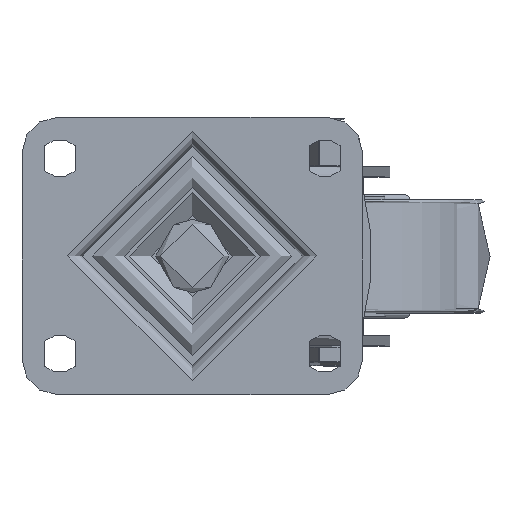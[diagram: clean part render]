
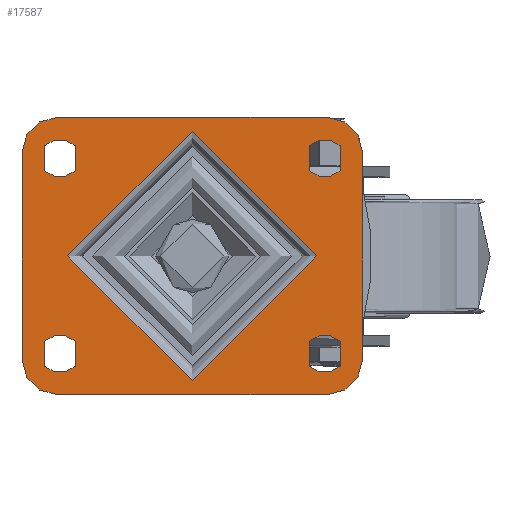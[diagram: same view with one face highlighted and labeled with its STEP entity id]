
A CAD part, top view. The second image highlights one B-rep face of the part: STEP entity #17587.
In plain terms, the highlighted planar face has unit normal (0, 0, 1).
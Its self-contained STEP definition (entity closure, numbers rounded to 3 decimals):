
#657=FACE_BOUND('',#3201,.T.);
#658=FACE_BOUND('',#3202,.T.);
#659=FACE_BOUND('',#3203,.T.);
#660=FACE_BOUND('',#3204,.T.);
#661=FACE_BOUND('',#3205,.T.);
#825=PLANE('',#19089);
#2164=FACE_OUTER_BOUND('',#3200,.T.);
#3200=EDGE_LOOP('',(#12409,#12410,#12411,#12412,#12413,#12414,#12415,#12416));
#3201=EDGE_LOOP('',(#12417));
#3202=EDGE_LOOP('',(#12418,#12419,#12420,#12421));
#3203=EDGE_LOOP('',(#12422,#12423,#12424,#12425));
#3204=EDGE_LOOP('',(#12426,#12427,#12428,#12429));
#3205=EDGE_LOOP('',(#12430,#12431,#12432,#12433));
#4519=LINE('',#26002,#5714);
#4520=LINE('',#26003,#5715);
#4521=LINE('',#26004,#5716);
#4522=LINE('',#26005,#5717);
#4523=LINE('',#26008,#5718);
#4524=LINE('',#26012,#5719);
#4525=LINE('',#26016,#5720);
#4526=LINE('',#26020,#5721);
#4527=LINE('',#26024,#5722);
#4528=LINE('',#26028,#5723);
#4529=LINE('',#26032,#5724);
#4530=LINE('',#26036,#5725);
#5714=VECTOR('',#21146,1000.);
#5715=VECTOR('',#21147,1000.);
#5716=VECTOR('',#21148,1000.);
#5717=VECTOR('',#21149,1000.);
#5718=VECTOR('',#21150,1000.);
#5719=VECTOR('',#21153,1000.);
#5720=VECTOR('',#21156,1000.);
#5721=VECTOR('',#21159,1000.);
#5722=VECTOR('',#21162,1000.);
#5723=VECTOR('',#21165,1000.);
#5724=VECTOR('',#21168,1000.);
#5725=VECTOR('',#21171,1000.);
#6949=CIRCLE('',#19044,14.);
#6951=CIRCLE('',#19047,14.);
#6953=CIRCLE('',#19050,14.);
#6955=CIRCLE('',#19053,14.);
#6969=CIRCLE('',#19072,49.416);
#6979=CIRCLE('',#19090,9.092);
#6980=CIRCLE('',#19091,9.092);
#6981=CIRCLE('',#19092,9.092);
#6982=CIRCLE('',#19093,9.092);
#6983=CIRCLE('',#19094,9.092);
#6984=CIRCLE('',#19095,9.092);
#6985=CIRCLE('',#19096,9.092);
#6986=CIRCLE('',#19097,9.092);
#7853=VERTEX_POINT('',#25908);
#7854=VERTEX_POINT('',#25909);
#7857=VERTEX_POINT('',#25917);
#7858=VERTEX_POINT('',#25918);
#7861=VERTEX_POINT('',#25926);
#7862=VERTEX_POINT('',#25927);
#7865=VERTEX_POINT('',#25935);
#7866=VERTEX_POINT('',#25936);
#7878=VERTEX_POINT('',#25970);
#7887=VERTEX_POINT('',#26006);
#7888=VERTEX_POINT('',#26007);
#7889=VERTEX_POINT('',#26009);
#7890=VERTEX_POINT('',#26011);
#7891=VERTEX_POINT('',#26014);
#7892=VERTEX_POINT('',#26015);
#7893=VERTEX_POINT('',#26017);
#7894=VERTEX_POINT('',#26019);
#7895=VERTEX_POINT('',#26022);
#7896=VERTEX_POINT('',#26023);
#7897=VERTEX_POINT('',#26025);
#7898=VERTEX_POINT('',#26027);
#7899=VERTEX_POINT('',#26030);
#7900=VERTEX_POINT('',#26031);
#7901=VERTEX_POINT('',#26033);
#7902=VERTEX_POINT('',#26035);
#9645=EDGE_CURVE('',#7853,#7854,#6949,.T.);
#9649=EDGE_CURVE('',#7857,#7858,#6951,.T.);
#9653=EDGE_CURVE('',#7861,#7862,#6953,.T.);
#9657=EDGE_CURVE('',#7865,#7866,#6955,.T.);
#9675=EDGE_CURVE('',#7878,#7878,#6969,.T.);
#9689=EDGE_CURVE('',#7862,#7865,#4519,.T.);
#9690=EDGE_CURVE('',#7858,#7861,#4520,.T.);
#9691=EDGE_CURVE('',#7854,#7857,#4521,.T.);
#9692=EDGE_CURVE('',#7866,#7853,#4522,.T.);
#9693=EDGE_CURVE('',#7887,#7888,#4523,.T.);
#9694=EDGE_CURVE('',#7888,#7889,#6979,.T.);
#9695=EDGE_CURVE('',#7889,#7890,#4524,.T.);
#9696=EDGE_CURVE('',#7890,#7887,#6980,.T.);
#9697=EDGE_CURVE('',#7891,#7892,#4525,.T.);
#9698=EDGE_CURVE('',#7892,#7893,#6981,.T.);
#9699=EDGE_CURVE('',#7893,#7894,#4526,.T.);
#9700=EDGE_CURVE('',#7894,#7891,#6982,.T.);
#9701=EDGE_CURVE('',#7895,#7896,#4527,.T.);
#9702=EDGE_CURVE('',#7896,#7897,#6983,.T.);
#9703=EDGE_CURVE('',#7897,#7898,#4528,.T.);
#9704=EDGE_CURVE('',#7898,#7895,#6984,.T.);
#9705=EDGE_CURVE('',#7899,#7900,#4529,.T.);
#9706=EDGE_CURVE('',#7900,#7901,#6985,.T.);
#9707=EDGE_CURVE('',#7901,#7902,#4530,.T.);
#9708=EDGE_CURVE('',#7902,#7899,#6986,.T.);
#12409=ORIENTED_EDGE('',*,*,#9657,.F.);
#12410=ORIENTED_EDGE('',*,*,#9689,.F.);
#12411=ORIENTED_EDGE('',*,*,#9653,.F.);
#12412=ORIENTED_EDGE('',*,*,#9690,.F.);
#12413=ORIENTED_EDGE('',*,*,#9649,.F.);
#12414=ORIENTED_EDGE('',*,*,#9691,.F.);
#12415=ORIENTED_EDGE('',*,*,#9645,.F.);
#12416=ORIENTED_EDGE('',*,*,#9692,.F.);
#12417=ORIENTED_EDGE('',*,*,#9675,.F.);
#12418=ORIENTED_EDGE('',*,*,#9693,.T.);
#12419=ORIENTED_EDGE('',*,*,#9694,.T.);
#12420=ORIENTED_EDGE('',*,*,#9695,.T.);
#12421=ORIENTED_EDGE('',*,*,#9696,.T.);
#12422=ORIENTED_EDGE('',*,*,#9697,.T.);
#12423=ORIENTED_EDGE('',*,*,#9698,.T.);
#12424=ORIENTED_EDGE('',*,*,#9699,.T.);
#12425=ORIENTED_EDGE('',*,*,#9700,.T.);
#12426=ORIENTED_EDGE('',*,*,#9701,.T.);
#12427=ORIENTED_EDGE('',*,*,#9702,.T.);
#12428=ORIENTED_EDGE('',*,*,#9703,.T.);
#12429=ORIENTED_EDGE('',*,*,#9704,.T.);
#12430=ORIENTED_EDGE('',*,*,#9705,.T.);
#12431=ORIENTED_EDGE('',*,*,#9706,.T.);
#12432=ORIENTED_EDGE('',*,*,#9707,.T.);
#12433=ORIENTED_EDGE('',*,*,#9708,.T.);
#17587=ADVANCED_FACE('',(#2164,#657,#658,#659,#660,#661),#825,.T.);
#19044=AXIS2_PLACEMENT_3D('',#25910,#21040,#21041);
#19047=AXIS2_PLACEMENT_3D('',#25919,#21048,#21049);
#19050=AXIS2_PLACEMENT_3D('',#25928,#21056,#21057);
#19053=AXIS2_PLACEMENT_3D('',#25937,#21064,#21065);
#19072=AXIS2_PLACEMENT_3D('',#25972,#21106,#21107);
#19089=AXIS2_PLACEMENT_3D('',#26001,#21144,#21145);
#19090=AXIS2_PLACEMENT_3D('',#26010,#21151,#21152);
#19091=AXIS2_PLACEMENT_3D('',#26013,#21154,#21155);
#19092=AXIS2_PLACEMENT_3D('',#26018,#21157,#21158);
#19093=AXIS2_PLACEMENT_3D('',#26021,#21160,#21161);
#19094=AXIS2_PLACEMENT_3D('',#26026,#21163,#21164);
#19095=AXIS2_PLACEMENT_3D('',#26029,#21166,#21167);
#19096=AXIS2_PLACEMENT_3D('',#26034,#21169,#21170);
#19097=AXIS2_PLACEMENT_3D('',#26037,#21172,#21173);
#21040=DIRECTION('center_axis',(0.,0.,-1.));
#21041=DIRECTION('ref_axis',(-0.707,0.707,0.));
#21048=DIRECTION('center_axis',(0.,0.,-1.));
#21049=DIRECTION('ref_axis',(0.707,0.707,0.));
#21056=DIRECTION('center_axis',(0.,0.,-1.));
#21057=DIRECTION('ref_axis',(0.707,-0.707,0.));
#21064=DIRECTION('center_axis',(0.,0.,-1.));
#21065=DIRECTION('ref_axis',(-0.707,-0.707,0.));
#21106=DIRECTION('center_axis',(0.,0.,1.));
#21107=DIRECTION('ref_axis',(-1.,0.,0.));
#21144=DIRECTION('center_axis',(0.,0.,1.));
#21145=DIRECTION('ref_axis',(1.,0.,0.));
#21146=DIRECTION('',(-1.,0.,0.));
#21147=DIRECTION('',(0.,-1.,0.));
#21148=DIRECTION('',(1.,0.,0.));
#21149=DIRECTION('',(0.,1.,0.));
#21150=DIRECTION('',(0.,1.,0.));
#21151=DIRECTION('center_axis',(0.,0.,-1.));
#21152=DIRECTION('ref_axis',(-0.671,0.742,0.));
#21153=DIRECTION('',(0.,-1.,0.));
#21154=DIRECTION('center_axis',(0.,0.,-1.));
#21155=DIRECTION('ref_axis',(-0.671,-0.742,0.));
#21156=DIRECTION('',(0.,1.,0.));
#21157=DIRECTION('center_axis',(0.,0.,-1.));
#21158=DIRECTION('ref_axis',(0.671,0.742,0.));
#21159=DIRECTION('',(0.,-1.,0.));
#21160=DIRECTION('center_axis',(0.,0.,-1.));
#21161=DIRECTION('ref_axis',(0.671,-0.742,0.));
#21162=DIRECTION('',(0.,-1.,0.));
#21163=DIRECTION('center_axis',(0.,0.,-1.));
#21164=DIRECTION('ref_axis',(-0.671,-0.742,0.));
#21165=DIRECTION('',(0.,1.,0.));
#21166=DIRECTION('center_axis',(0.,0.,-1.));
#21167=DIRECTION('ref_axis',(-0.671,0.742,0.));
#21168=DIRECTION('',(0.,-1.,0.));
#21169=DIRECTION('center_axis',(0.,0.,-1.));
#21170=DIRECTION('ref_axis',(0.671,-0.742,0.));
#21171=DIRECTION('',(0.,1.,0.));
#21172=DIRECTION('center_axis',(0.,0.,-1.));
#21173=DIRECTION('ref_axis',(0.671,0.742,0.));
#25908=CARTESIAN_POINT('',(-67.5,41.,0.));
#25909=CARTESIAN_POINT('',(-53.5,55.,0.));
#25910=CARTESIAN_POINT('Origin',(-53.5,41.,0.));
#25917=CARTESIAN_POINT('',(53.5,55.,0.));
#25918=CARTESIAN_POINT('',(67.5,41.,0.));
#25919=CARTESIAN_POINT('Origin',(53.5,41.,0.));
#25926=CARTESIAN_POINT('',(67.5,-41.,0.));
#25927=CARTESIAN_POINT('',(53.5,-55.,0.));
#25928=CARTESIAN_POINT('Origin',(53.5,-41.,0.));
#25935=CARTESIAN_POINT('',(-53.5,-55.,0.));
#25936=CARTESIAN_POINT('',(-67.5,-41.,0.));
#25937=CARTESIAN_POINT('Origin',(-53.5,-41.,0.));
#25970=CARTESIAN_POINT('',(49.416,0.,0.));
#25972=CARTESIAN_POINT('Origin',(0.,0.,0.));
#26001=CARTESIAN_POINT('Origin',(0.,0.,0.));
#26002=CARTESIAN_POINT('',(67.5,-55.,0.));
#26003=CARTESIAN_POINT('',(67.5,55.,0.));
#26004=CARTESIAN_POINT('',(-67.5,55.,0.));
#26005=CARTESIAN_POINT('',(-67.5,-55.,0.));
#26006=CARTESIAN_POINT('',(-58.6,33.75,0.));
#26007=CARTESIAN_POINT('',(-58.6,43.75,0.));
#26008=CARTESIAN_POINT('',(-58.6,40.,0.));
#26009=CARTESIAN_POINT('',(-46.4,43.75,0.));
#26010=CARTESIAN_POINT('Origin',(-52.5,37.008,0.));
#26011=CARTESIAN_POINT('',(-46.4,33.75,0.));
#26012=CARTESIAN_POINT('',(-46.4,37.5,0.));
#26013=CARTESIAN_POINT('Origin',(-52.5,40.492,0.));
#26014=CARTESIAN_POINT('',(-58.6,-43.75,0.));
#26015=CARTESIAN_POINT('',(-58.6,-33.75,0.));
#26016=CARTESIAN_POINT('',(-58.6,-40.,0.));
#26017=CARTESIAN_POINT('',(-46.4,-33.75,0.));
#26018=CARTESIAN_POINT('Origin',(-52.5,-40.492,0.));
#26019=CARTESIAN_POINT('',(-46.4,-43.75,0.));
#26020=CARTESIAN_POINT('',(-46.4,-37.5,0.));
#26021=CARTESIAN_POINT('Origin',(-52.5,-37.008,0.));
#26022=CARTESIAN_POINT('',(58.6,43.75,0.));
#26023=CARTESIAN_POINT('',(58.6,33.75,0.));
#26024=CARTESIAN_POINT('',(58.6,40.,0.));
#26025=CARTESIAN_POINT('',(46.4,33.75,0.));
#26026=CARTESIAN_POINT('Origin',(52.5,40.492,0.));
#26027=CARTESIAN_POINT('',(46.4,43.75,0.));
#26028=CARTESIAN_POINT('',(46.4,37.5,0.));
#26029=CARTESIAN_POINT('Origin',(52.5,37.008,0.));
#26030=CARTESIAN_POINT('',(58.6,-33.75,0.));
#26031=CARTESIAN_POINT('',(58.6,-43.75,0.));
#26032=CARTESIAN_POINT('',(58.6,-40.,0.));
#26033=CARTESIAN_POINT('',(46.4,-43.75,0.));
#26034=CARTESIAN_POINT('Origin',(52.5,-37.008,0.));
#26035=CARTESIAN_POINT('',(46.4,-33.75,0.));
#26036=CARTESIAN_POINT('',(46.4,-37.5,0.));
#26037=CARTESIAN_POINT('Origin',(52.5,-40.492,0.));
